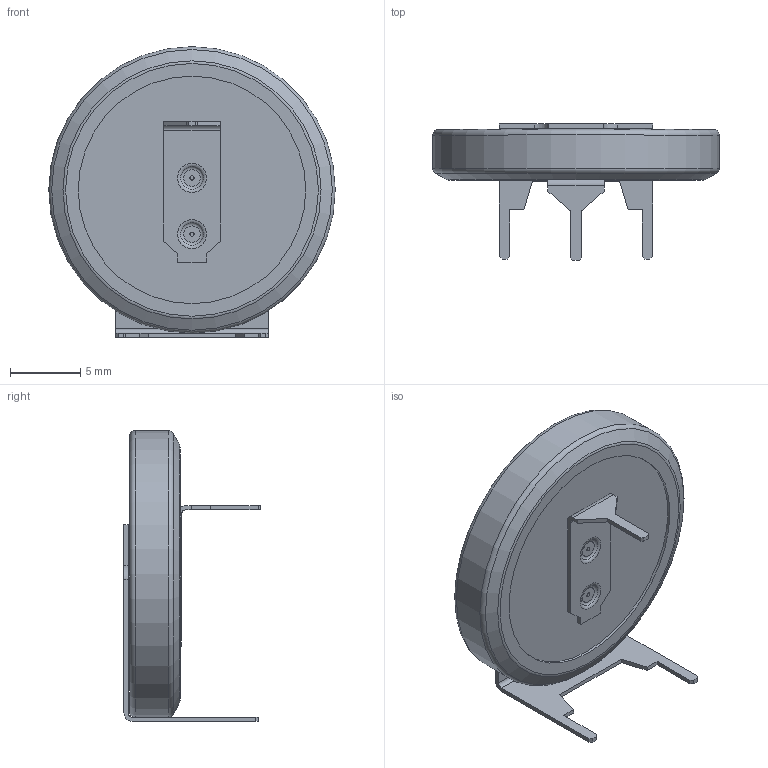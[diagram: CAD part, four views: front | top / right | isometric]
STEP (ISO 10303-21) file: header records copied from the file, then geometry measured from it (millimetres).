
FILE_DESCRIPTION(('FreeCAD Model'),'2;1');
FILE_NAME('Open CASCADE Shape Model','2024-04-10T08:49:42',(''),(''), 'Open CASCADE STEP processor 7.6','FreeCAD','Unknown');
FILE_SCHEMA(('AUTOMOTIVE_DESIGN { 1 0 10303 214 1 1 1 1 }'));
Length unit declared in the file: millimetre
Products named in the file (8): CR2032_1GUF; CR2032; CR2032_1; CR2032_2; CR2032_3; CR2032_1GUF_1; CR2032_1GUF_2; CR2032_1GUF_3
Assembly tree (7 placements, depth 3):
  CR2032_1GUF
    CR2032
      CR2032_1
      CR2032_2
      CR2032_3
    CR2032_1GUF_1
    CR2032_1GUF_2
    CR2032_1GUF_3
Bounding box: 20.4 x 9.7 x 20.7 mm (x, y, z)
Volume: 1132.8 mm3; surface area: 3196.4 mm2
Topology: 6 solids, 6 shells, 255 faces, 642 edges, 422 vertices
Faces by surface type: plane 122, bspline 80, torus 26, cylinder 25, cone 2
Full cylindrical faces by diameter (mm): 0.3 x6, 16.2 x2, 20 x2, 20.4 x1
Entity records: 8412 total; most frequent: CARTESIAN_POINT 2582, ORIENTED_EDGE 1284, DIRECTION 923, EDGE_CURVE 642, VERTEX_POINT 422, LINE 349, VECTOR 349, AXIS2_PLACEMENT_3D 287
